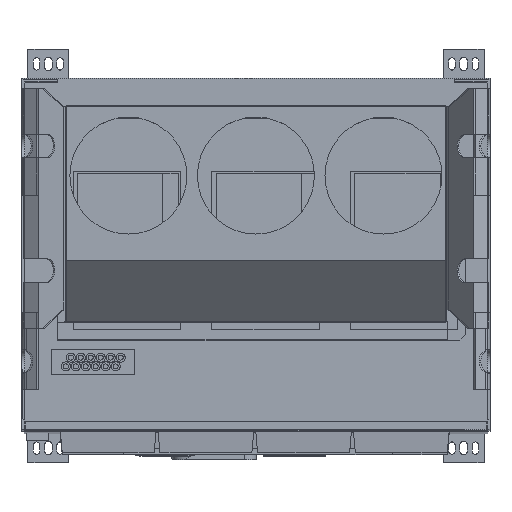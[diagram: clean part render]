
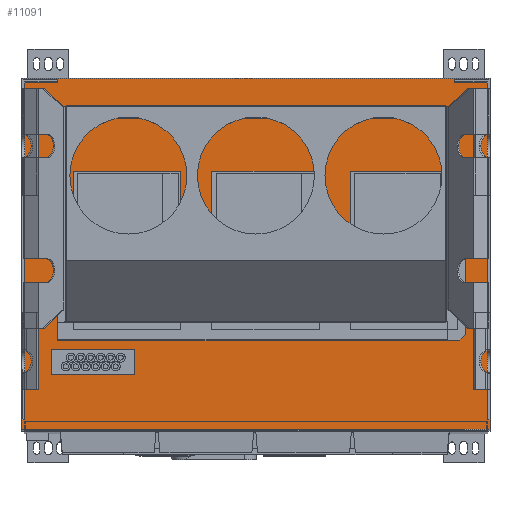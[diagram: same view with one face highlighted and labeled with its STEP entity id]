
A CAD part, top view. The second image highlights one B-rep face of the part: STEP entity #11091.
In plain terms, the highlighted planar face has unit normal (0, 0, 1).
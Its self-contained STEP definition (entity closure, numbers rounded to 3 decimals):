
#9814=FACE_BOUND('',#15790,.T.);
#9815=FACE_BOUND('',#15791,.T.);
#9816=FACE_BOUND('',#15792,.T.);
#9817=FACE_BOUND('',#15793,.T.);
#9818=FACE_BOUND('',#15794,.T.);
#9819=FACE_BOUND('',#15795,.T.);
#9820=FACE_BOUND('',#15796,.T.);
#11091=ADVANCED_FACE('',(#9814,#9815,#9816,#9817,#9818,#9819,#9820),#12673,
 .T.);
#12673=PLANE('',#40795);
#15790=EDGE_LOOP('',(#21064,#21065,#21066,#21067));
#15791=EDGE_LOOP('',(#21068,#21069,#21070,#21071));
#15792=EDGE_LOOP('',(#21072,#21073,#21074,#21075,#21076,#21077));
#15793=EDGE_LOOP('',(#21078,#21079,#21080,#21081));
#15794=EDGE_LOOP('',(#21082,#21083,#21084,#21085));
#15795=EDGE_LOOP('',(#21086,#21087,#21088,#21089));
#15796=EDGE_LOOP('',(#21090,#21091,#21092,#21093,#21094,#21095));
#21064=ORIENTED_EDGE('',*,*,#28944,.F.);
#21065=ORIENTED_EDGE('',*,*,#28955,.F.);
#21066=ORIENTED_EDGE('',*,*,#28951,.F.);
#21067=ORIENTED_EDGE('',*,*,#28954,.F.);
#21068=ORIENTED_EDGE('',*,*,#30856,.F.);
#21069=ORIENTED_EDGE('',*,*,#30844,.F.);
#21070=ORIENTED_EDGE('',*,*,#30847,.T.);
#21071=ORIENTED_EDGE('',*,*,#30848,.T.);
#21072=ORIENTED_EDGE('',*,*,#30599,.F.);
#21073=ORIENTED_EDGE('',*,*,#30831,.T.);
#21074=ORIENTED_EDGE('',*,*,#30827,.T.);
#21075=ORIENTED_EDGE('',*,*,#30823,.T.);
#21076=ORIENTED_EDGE('',*,*,#30812,.T.);
#21077=ORIENTED_EDGE('',*,*,#30822,.F.);
#21078=ORIENTED_EDGE('',*,*,#30878,.F.);
#21079=ORIENTED_EDGE('',*,*,#30871,.F.);
#21080=ORIENTED_EDGE('',*,*,#30877,.F.);
#21081=ORIENTED_EDGE('',*,*,#30876,.F.);
#21082=ORIENTED_EDGE('',*,*,#30870,.F.);
#21083=ORIENTED_EDGE('',*,*,#30863,.F.);
#21084=ORIENTED_EDGE('',*,*,#30869,.F.);
#21085=ORIENTED_EDGE('',*,*,#30868,.F.);
#21086=ORIENTED_EDGE('',*,*,#30889,.F.);
#21087=ORIENTED_EDGE('',*,*,#30880,.F.);
#21088=ORIENTED_EDGE('',*,*,#30884,.F.);
#21089=ORIENTED_EDGE('',*,*,#30887,.F.);
#21090=ORIENTED_EDGE('',*,*,#30717,.T.);
#21091=ORIENTED_EDGE('',*,*,#30603,.T.);
#21092=ORIENTED_EDGE('',*,*,#30708,.T.);
#21093=ORIENTED_EDGE('',*,*,#30699,.T.);
#21094=ORIENTED_EDGE('',*,*,#30713,.T.);
#21095=ORIENTED_EDGE('',*,*,#30709,.T.);
#25954=VERTEX_POINT('',#50966);
#25955=VERTEX_POINT('',#50967);
#25960=VERTEX_POINT('',#50981);
#25961=VERTEX_POINT('',#50982);
#27105=VERTEX_POINT('',#57837);
#27107=VERTEX_POINT('',#57840);
#27109=VERTEX_POINT('',#57846);
#27111=VERTEX_POINT('',#57849);
#27175=VERTEX_POINT('',#58186);
#27177=VERTEX_POINT('',#58189);
#27181=VERTEX_POINT('',#58207);
#27182=VERTEX_POINT('',#58208);
#27250=VERTEX_POINT('',#58561);
#27251=VERTEX_POINT('',#58562);
#27256=VERTEX_POINT('',#58582);
#27259=VERTEX_POINT('',#58590);
#27270=VERTEX_POINT('',#58621);
#27273=VERTEX_POINT('',#58626);
#27275=VERTEX_POINT('',#58632);
#27276=VERTEX_POINT('',#58636);
#27286=VERTEX_POINT('',#58664);
#27287=VERTEX_POINT('',#58665);
#27288=VERTEX_POINT('',#58670);
#27289=VERTEX_POINT('',#58672);
#27290=VERTEX_POINT('',#58680);
#27291=VERTEX_POINT('',#58681);
#27292=VERTEX_POINT('',#58686);
#27293=VERTEX_POINT('',#58688);
#27294=VERTEX_POINT('',#58696);
#27296=VERTEX_POINT('',#58699);
#27298=VERTEX_POINT('',#58705);
#27301=VERTEX_POINT('',#58712);
#28944=EDGE_CURVE('',#25954,#25955,#33138,.T.);
#28951=EDGE_CURVE('',#25960,#25961,#33145,.T.);
#28954=EDGE_CURVE('',#25955,#25960,#33148,.T.);
#28955=EDGE_CURVE('',#25961,#25954,#33149,.T.);
#30599=EDGE_CURVE('',#27105,#27107,#34527,.T.);
#30603=EDGE_CURVE('',#27111,#27109,#34531,.T.);
#30699=EDGE_CURVE('',#27177,#27175,#34587,.T.);
#30708=EDGE_CURVE('',#27109,#27177,#34596,.T.);
#30709=EDGE_CURVE('',#27181,#27182,#34597,.T.);
#30713=EDGE_CURVE('',#27175,#27181,#34601,.T.);
#30717=EDGE_CURVE('',#27182,#27111,#34604,.T.);
#30812=EDGE_CURVE('',#27250,#27251,#34658,.T.);
#30822=EDGE_CURVE('',#27107,#27251,#34668,.T.);
#30823=EDGE_CURVE('',#27256,#27250,#34669,.T.);
#30827=EDGE_CURVE('',#27259,#27256,#34672,.T.);
#30831=EDGE_CURVE('',#27105,#27259,#34675,.T.);
#30844=EDGE_CURVE('',#27273,#27270,#34688,.T.);
#30847=EDGE_CURVE('',#27273,#27275,#34691,.T.);
#30848=EDGE_CURVE('',#27275,#27276,#34692,.T.);
#30856=EDGE_CURVE('',#27270,#27276,#34700,.T.);
#30863=EDGE_CURVE('',#27286,#27287,#34707,.T.);
#30868=EDGE_CURVE('',#27289,#27288,#34712,.T.);
#30869=EDGE_CURVE('',#27288,#27286,#34713,.T.);
#30870=EDGE_CURVE('',#27287,#27289,#34714,.T.);
#30871=EDGE_CURVE('',#27290,#27291,#34715,.T.);
#30876=EDGE_CURVE('',#27293,#27292,#34720,.T.);
#30877=EDGE_CURVE('',#27292,#27290,#34721,.T.);
#30878=EDGE_CURVE('',#27291,#27293,#34722,.T.);
#30880=EDGE_CURVE('',#27294,#27296,#34724,.T.);
#30884=EDGE_CURVE('',#27298,#27294,#34728,.T.);
#30887=EDGE_CURVE('',#27301,#27298,#34731,.T.);
#30889=EDGE_CURVE('',#27296,#27301,#34733,.T.);
#33138=LINE('',#50965,#36466);
#33145=LINE('',#50980,#36473);
#33148=LINE('',#50986,#36476);
#33149=LINE('',#50988,#36477);
#34527=LINE('',#57839,#37855);
#34531=LINE('',#57848,#37859);
#34587=LINE('',#58188,#37915);
#34596=LINE('',#58204,#37924);
#34597=LINE('',#58206,#37925);
#34601=LINE('',#58215,#37929);
#34604=LINE('',#58221,#37932);
#34658=LINE('',#58560,#37986);
#34668=LINE('',#58579,#37996);
#34669=LINE('',#58581,#37997);
#34672=LINE('',#58589,#38000);
#34675=LINE('',#58597,#38003);
#34688=LINE('',#58627,#38016);
#34691=LINE('',#58633,#38019);
#34692=LINE('',#58635,#38020);
#34700=LINE('',#58650,#38028);
#34707=LINE('',#58663,#38035);
#34712=LINE('',#58673,#38040);
#34713=LINE('',#58675,#38041);
#34714=LINE('',#58677,#38042);
#34715=LINE('',#58679,#38043);
#34720=LINE('',#58689,#38048);
#34721=LINE('',#58691,#38049);
#34722=LINE('',#58693,#38050);
#34724=LINE('',#58698,#38052);
#34728=LINE('',#58707,#38056);
#34731=LINE('',#58713,#38059);
#34733=LINE('',#58716,#38061);
#36466=VECTOR('',#42168,1.);
#36473=VECTOR('',#42179,1.);
#36476=VECTOR('',#42184,1.);
#36477=VECTOR('',#42187,1.);
#37855=VECTOR('',#45261,1.);
#37859=VECTOR('',#45267,1.);
#37915=VECTOR('',#45403,1.);
#37924=VECTOR('',#45418,1.);
#37925=VECTOR('',#45421,1.);
#37929=VECTOR('',#45427,1.);
#37932=VECTOR('',#45434,1.);
#37986=VECTOR('',#45574,1.);
#37996=VECTOR('',#45590,1.);
#37997=VECTOR('',#45593,1.);
#38000=VECTOR('',#45600,1.);
#38003=VECTOR('',#45607,1.);
#38016=VECTOR('',#45630,1.);
#38019=VECTOR('',#45635,1.);
#38020=VECTOR('',#45638,1.);
#38028=VECTOR('',#45648,1.);
#38035=VECTOR('',#45659,1.);
#38040=VECTOR('',#45666,1.);
#38041=VECTOR('',#45669,1.);
#38042=VECTOR('',#45672,1.);
#38043=VECTOR('',#45675,1.);
#38048=VECTOR('',#45682,1.);
#38049=VECTOR('',#45685,1.);
#38050=VECTOR('',#45688,1.);
#38052=VECTOR('',#45692,1.);
#38056=VECTOR('',#45698,1.);
#38059=VECTOR('',#45703,1.);
#38061=VECTOR('',#45707,1.);
#40795=AXIS2_PLACEMENT_3D('',#58792,#45809,#45810);
#42168=DIRECTION('',(1.,0.,0.));
#42179=DIRECTION('',(-1.,0.,0.));
#42184=DIRECTION('',(0.,1.,0.));
#42187=DIRECTION('',(0.,-1.,0.));
#45261=DIRECTION('',(0.,-1.,0.));
#45267=DIRECTION('',(0.,-1.,0.));
#45403=DIRECTION('',(0.,1.,0.));
#45418=DIRECTION('',(-1.,0.,0.));
#45421=DIRECTION('',(0.,1.,0.));
#45427=DIRECTION('',(-1.,0.,0.));
#45434=DIRECTION('',(1.,0.,0.));
#45574=DIRECTION('',(0.,-1.,0.));
#45590=DIRECTION('',(1.,0.,0.));
#45593=DIRECTION('',(-1.,0.,0.));
#45600=DIRECTION('',(0.,-1.,0.));
#45607=DIRECTION('',(1.,0.,0.));
#45630=DIRECTION('',(0.,-1.,0.));
#45635=DIRECTION('',(-1.,0.,0.));
#45638=DIRECTION('',(0.,-1.,0.));
#45648=DIRECTION('',(-1.,0.,0.));
#45659=DIRECTION('',(0.,-1.,0.));
#45666=DIRECTION('',(0.,1.,0.));
#45669=DIRECTION('',(-1.,0.,0.));
#45672=DIRECTION('',(1.,0.,0.));
#45675=DIRECTION('',(0.,-1.,0.));
#45682=DIRECTION('',(0.,1.,0.));
#45685=DIRECTION('',(-1.,0.,0.));
#45688=DIRECTION('',(1.,0.,0.));
#45692=DIRECTION('',(0.,1.,0.));
#45698=DIRECTION('',(1.,0.,0.));
#45703=DIRECTION('',(0.,-1.,0.));
#45707=DIRECTION('',(-1.,0.,0.));
#45809=DIRECTION('',(0.,0.,1.));
#45810=DIRECTION('',(1.,0.,0.));
#50965=CARTESIAN_POINT('',(-1642.25,170.748,1899.5));
#50966=CARTESIAN_POINT('',(-2062.25,170.748,1899.5));
#50967=CARTESIAN_POINT('',(-1879.25,170.748,1899.5));
#50980=CARTESIAN_POINT('',(-1652.25,440.748,1899.5));
#50981=CARTESIAN_POINT('',(-1879.25,440.748,1899.5));
#50982=CARTESIAN_POINT('',(-2062.25,440.748,1899.5));
#50986=CARTESIAN_POINT('',(-1879.25,278.334,1899.5));
#50988=CARTESIAN_POINT('',(-2062.25,600.,1899.5));
#57837=CARTESIAN_POINT('',(-2149.,598.498,1899.5));
#57839=CARTESIAN_POINT('',(-2149.,600.,1899.5));
#57840=CARTESIAN_POINT('',(-2149.,16.,1899.5));
#57846=CARTESIAN_POINT('',(-1351.,16.,1899.5));
#57848=CARTESIAN_POINT('',(-1351.,16.,1899.5));
#57849=CARTESIAN_POINT('',(-1351.,598.498,1899.5));
#58186=CARTESIAN_POINT('',(-1355.,593.5,1899.5));
#58188=CARTESIAN_POINT('',(-1355.,600.,1899.5));
#58189=CARTESIAN_POINT('',(-1355.,16.,1899.5));
#58204=CARTESIAN_POINT('',(-1350.,16.,1899.5));
#58206=CARTESIAN_POINT('',(-1410.,600.,1899.5));
#58207=CARTESIAN_POINT('',(-1410.,593.5,1899.5));
#58208=CARTESIAN_POINT('',(-1410.,598.498,1899.5));
#58215=CARTESIAN_POINT('',(-1412.5,593.5,1899.5));
#58221=CARTESIAN_POINT('',(-1412.5,598.498,1899.5));
#58560=CARTESIAN_POINT('',(-2145.,300.,1899.5));
#58561=CARTESIAN_POINT('',(-2145.,593.5,1899.5));
#58562=CARTESIAN_POINT('',(-2145.,16.,1899.5));
#58579=CARTESIAN_POINT('',(-1410.,16.,1899.5));
#58581=CARTESIAN_POINT('',(-1350.,593.5,1899.5));
#58582=CARTESIAN_POINT('',(-2090.,593.5,1899.5));
#58589=CARTESIAN_POINT('',(-2090.,400.,1899.5));
#58590=CARTESIAN_POINT('',(-2090.,598.498,1899.5));
#58597=CARTESIAN_POINT('',(-1350.,598.498,1899.5));
#58621=CARTESIAN_POINT('',(-1350.,0.,1899.5));
#58626=CARTESIAN_POINT('',(-1350.,600.,1899.5));
#58627=CARTESIAN_POINT('',(-1350.,600.,1899.5));
#58632=CARTESIAN_POINT('',(-2150.,600.,1899.5));
#58633=CARTESIAN_POINT('',(0.,600.,1899.5));
#58635=CARTESIAN_POINT('',(-2150.,600.,1899.5));
#58636=CARTESIAN_POINT('',(-2150.,0.,1899.5));
#58650=CARTESIAN_POINT('',(-1350.,0.,1899.5));
#58663=CARTESIAN_POINT('',(-1825.25,600.,1899.5));
#58664=CARTESIAN_POINT('',(-1825.25,440.748,1899.5));
#58665=CARTESIAN_POINT('',(-1825.25,170.748,1899.5));
#58670=CARTESIAN_POINT('',(-1642.25,440.748,1899.5));
#58672=CARTESIAN_POINT('',(-1642.25,170.748,1899.5));
#58673=CARTESIAN_POINT('',(-1642.25,600.,1899.5));
#58675=CARTESIAN_POINT('',(-1350.,440.748,1899.5));
#58677=CARTESIAN_POINT('',(-1350.,170.748,1899.5));
#58679=CARTESIAN_POINT('',(-1588.25,600.,1899.5));
#58680=CARTESIAN_POINT('',(-1588.25,440.748,1899.5));
#58681=CARTESIAN_POINT('',(-1588.25,170.748,1899.5));
#58686=CARTESIAN_POINT('',(-1405.25,440.748,1899.5));
#58688=CARTESIAN_POINT('',(-1405.25,170.748,1899.5));
#58689=CARTESIAN_POINT('',(-1405.25,600.,1899.5));
#58691=CARTESIAN_POINT('',(-1652.25,440.748,1899.5));
#58693=CARTESIAN_POINT('',(-1642.25,170.748,1899.5));
#58696=CARTESIAN_POINT('',(-1957.25,93.,1899.5));
#58698=CARTESIAN_POINT('',(-1957.25,93.,1899.5));
#58699=CARTESIAN_POINT('',(-1957.25,137.,1899.5));
#58705=CARTESIAN_POINT('',(-2099.25,93.,1899.5));
#58707=CARTESIAN_POINT('',(-2099.25,93.,1899.5));
#58712=CARTESIAN_POINT('',(-2099.25,137.,1899.5));
#58713=CARTESIAN_POINT('',(-2099.25,152.463,1899.5));
#58716=CARTESIAN_POINT('',(-2099.25,137.,1899.5));
#58792=CARTESIAN_POINT('',(-1350.,600.,1899.5));
